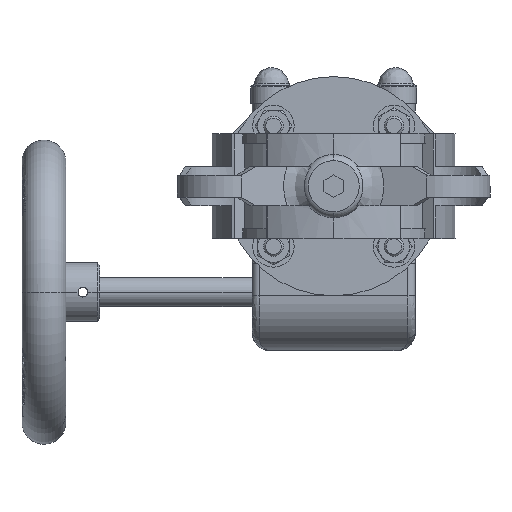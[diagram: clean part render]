
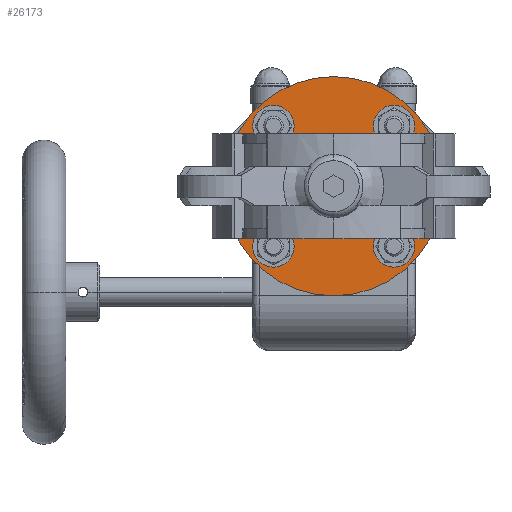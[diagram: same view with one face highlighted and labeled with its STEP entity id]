
A CAD part, front view. The second image highlights one B-rep face of the part: STEP entity #26173.
In plain terms, the highlighted planar face has unit normal (0, -1, 0).
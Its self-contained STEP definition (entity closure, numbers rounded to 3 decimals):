
#461 = CARTESIAN_POINT ( 'NONE',  ( 15., 106., 14.726 ) ) ;
#950 = ORIENTED_EDGE ( 'NONE', *, *, #85694, .F. ) ;
#951 = DIRECTION ( 'NONE',  ( 0., -1., 0. ) ) ;
#1021 = CARTESIAN_POINT ( 'NONE',  ( 24.749, 106., 24.749 ) ) ;
#1173 = ORIENTED_EDGE ( 'NONE', *, *, #84340, .F. ) ;
#1558 = CARTESIAN_POINT ( 'NONE',  ( -24.749, 106., -24.749 ) ) ;
#1658 = DIRECTION ( 'NONE',  ( 0., 0., 1. ) ) ;
#2252 = DIRECTION ( 'NONE',  ( 0., 0., -1. ) ) ;
#2409 = DIRECTION ( 'NONE',  ( 0., -1., 0. ) ) ;
#3606 = CARTESIAN_POINT ( 'NONE',  ( -33.249, 106., -24.749 ) ) ;
#4689 = VERTEX_POINT ( 'NONE', #46804 ) ;
#7797 = AXIS2_PLACEMENT_3D ( 'NONE', #91983, #951, #2252 ) ;
#9304 = ORIENTED_EDGE ( 'NONE', *, *, #54584, .F. ) ;
#13451 = CARTESIAN_POINT ( 'NONE',  ( 24.749, 106., -24.749 ) ) ;
#14052 = DIRECTION ( 'NONE',  ( 0., 1., 0. ) ) ;
#16431 = ORIENTED_EDGE ( 'NONE', *, *, #19465, .F. ) ;
#16866 = DIRECTION ( 'NONE',  ( 0., 0., 1. ) ) ;
#18279 = EDGE_CURVE ( 'NONE', #92228, #33077, #40374, .T. ) ;
#18539 = ORIENTED_EDGE ( 'NONE', *, *, #28484, .F. ) ;
#18593 = FACE_OUTER_BOUND ( 'NONE', #90431, .T. ) ;
#19465 = EDGE_CURVE ( 'NONE', #21794, #36677, #68289, .T. ) ;
#19916 = AXIS2_PLACEMENT_3D ( 'NONE', #30354, #91362, #47568 ) ;
#20778 = CIRCLE ( 'NONE', #42267, 8.5 ) ;
#21052 = DIRECTION ( 'NONE',  ( 0., -1., 0. ) ) ;
#21794 = VERTEX_POINT ( 'NONE', #3606 ) ;
#22136 = CIRCLE ( 'NONE', #56712, 45. ) ;
#23007 = CARTESIAN_POINT ( 'NONE',  ( 24.749, 106., 24.749 ) ) ;
#23644 = DIRECTION ( 'NONE',  ( 0., -1., 0. ) ) ;
#24094 = DIRECTION ( 'NONE',  ( 0., -1., 0. ) ) ;
#24309 = DIRECTION ( 'NONE',  ( 0., 0., 1. ) ) ;
#24489 = ORIENTED_EDGE ( 'NONE', *, *, #68025, .F. ) ;
#26173 = ADVANCED_FACE ( 'NONE', ( #57566, #93023, #70566, #56338, #18593, #37517 ), #94713, .F. ) ;
#27180 = ORIENTED_EDGE ( 'NONE', *, *, #89829, .F. ) ;
#28484 = EDGE_CURVE ( 'NONE', #93574, #37575, #31378, .T. ) ;
#29128 = CARTESIAN_POINT ( 'NONE',  ( -24.749, 106., 24.749 ) ) ;
#29500 = EDGE_CURVE ( 'NONE', #4689, #57805, #60460, .T. ) ;
#30354 = CARTESIAN_POINT ( 'NONE',  ( 0., 106., 18. ) ) ;
#31236 = DIRECTION ( 'NONE',  ( 0., -1., 0. ) ) ;
#31378 = CIRCLE ( 'NONE', #71762, 8.5 ) ;
#31948 = DIRECTION ( 'NONE',  ( 0., 0., 1. ) ) ;
#32591 = CARTESIAN_POINT ( 'NONE',  ( 33.249, 106., 24.749 ) ) ;
#33077 = VERTEX_POINT ( 'NONE', #32591 ) ;
#34815 = AXIS2_PLACEMENT_3D ( 'NONE', #1558, #31236, #24309 ) ;
#35499 = CIRCLE ( 'NONE', #7797, 36. ) ;
#36255 = CARTESIAN_POINT ( 'NONE',  ( -15., 106., 0. ) ) ;
#36677 = VERTEX_POINT ( 'NONE', #74523 ) ;
#37517 = FACE_BOUND ( 'NONE', #93775, .T. ) ;
#37575 = VERTEX_POINT ( 'NONE', #58405 ) ;
#39304 = CARTESIAN_POINT ( 'NONE',  ( 15., 106., 0. ) ) ;
#39364 = CARTESIAN_POINT ( 'NONE',  ( 0., 106., -18. ) ) ;
#40374 = CIRCLE ( 'NONE', #78251, 8.5 ) ;
#40386 = CARTESIAN_POINT ( 'NONE',  ( -24.749, 106., -24.749 ) ) ;
#42267 = AXIS2_PLACEMENT_3D ( 'NONE', #70830, #70186, #77831 ) ;
#42506 = AXIS2_PLACEMENT_3D ( 'NONE', #23007, #23644, #31948 ) ;
#42613 = LINE ( 'NONE', #36255, #96981 ) ;
#43013 = VERTEX_POINT ( 'NONE', #72530 ) ;
#43065 = CARTESIAN_POINT ( 'NONE',  ( 24.749, 106., -33.249 ) ) ;
#44018 = VERTEX_POINT ( 'NONE', #85538 ) ;
#44816 = CIRCLE ( 'NONE', #34815, 8.5 ) ;
#46065 = CIRCLE ( 'NONE', #42506, 8.5 ) ;
#46804 = CARTESIAN_POINT ( 'NONE',  ( 15., 106., -14.726 ) ) ;
#46868 = AXIS2_PLACEMENT_3D ( 'NONE', #68986, #68318, #1658 ) ;
#47312 = DIRECTION ( 'NONE',  ( 0., 0., 1. ) ) ;
#47568 = DIRECTION ( 'NONE',  ( 0., 0., -1. ) ) ;
#47723 = CARTESIAN_POINT ( 'NONE',  ( -15., 106., -14.726 ) ) ;
#47949 = DIRECTION ( 'NONE',  ( 0., 0., 1. ) ) ;
#48292 = ORIENTED_EDGE ( 'NONE', *, *, #29500, .F. ) ;
#49315 = EDGE_LOOP ( 'NONE', ( #85840, #94228 ) ) ;
#50850 = CIRCLE ( 'NONE', #65699, 36. ) ;
#51147 = EDGE_CURVE ( 'NONE', #57805, #93203, #35499, .T. ) ;
#54128 = EDGE_CURVE ( 'NONE', #43013, #92151, #76671, .T. ) ;
#54584 = EDGE_CURVE ( 'NONE', #57481, #4689, #63218, .T. ) ;
#54886 = CARTESIAN_POINT ( 'NONE',  ( 0., 106., -45. ) ) ;
#55468 = VERTEX_POINT ( 'NONE', #54886 ) ;
#56338 = FACE_BOUND ( 'NONE', #90364, .T. ) ;
#56416 = EDGE_CURVE ( 'NONE', #33077, #92228, #46065, .T. ) ;
#56712 = AXIS2_PLACEMENT_3D ( 'NONE', #56730, #63385, #93739 ) ;
#56730 = CARTESIAN_POINT ( 'NONE',  ( 0., 106., 0. ) ) ;
#57481 = VERTEX_POINT ( 'NONE', #47723 ) ;
#57566 = FACE_BOUND ( 'NONE', #79592, .T. ) ;
#57805 = VERTEX_POINT ( 'NONE', #461 ) ;
#58405 = CARTESIAN_POINT ( 'NONE',  ( -24.749, 106., 16.249 ) ) ;
#59040 = DIRECTION ( 'NONE',  ( 0., 0., 1. ) ) ;
#60413 = ORIENTED_EDGE ( 'NONE', *, *, #18279, .F. ) ;
#60460 = LINE ( 'NONE', #39304, #61720 ) ;
#61521 = CARTESIAN_POINT ( 'NONE',  ( 24.749, 106., -24.749 ) ) ;
#61527 = ORIENTED_EDGE ( 'NONE', *, *, #56416, .F. ) ;
#61720 = VECTOR ( 'NONE', #16866, 1000. ) ;
#61732 = ORIENTED_EDGE ( 'NONE', *, *, #51147, .F. ) ;
#61873 = DIRECTION ( 'NONE',  ( 0., -1., 0. ) ) ;
#63218 = CIRCLE ( 'NONE', #19916, 36. ) ;
#63385 = DIRECTION ( 'NONE',  ( 0., 1., 0. ) ) ;
#64284 = AXIS2_PLACEMENT_3D ( 'NONE', #64993, #14052, #96301 ) ;
#64352 = ORIENTED_EDGE ( 'NONE', *, *, #84167, .T. ) ;
#64494 = AXIS2_PLACEMENT_3D ( 'NONE', #13451, #21052, #59040 ) ;
#64993 = CARTESIAN_POINT ( 'NONE',  ( 0., 106., 0. ) ) ;
#65699 = AXIS2_PLACEMENT_3D ( 'NONE', #39364, #2409, #84905 ) ;
#65802 = DIRECTION ( 'NONE',  ( 0., -1., 0. ) ) ;
#66120 = DIRECTION ( 'NONE',  ( 0., 0., 1. ) ) ;
#66497 = CARTESIAN_POINT ( 'NONE',  ( 16.249, 106., 24.749 ) ) ;
#66980 = AXIS2_PLACEMENT_3D ( 'NONE', #61521, #61873, #47312 ) ;
#67782 = AXIS2_PLACEMENT_3D ( 'NONE', #40386, #93170, #47949 ) ;
#68025 = EDGE_CURVE ( 'NONE', #36677, #21794, #44816, .T. ) ;
#68209 = CARTESIAN_POINT ( 'NONE',  ( -15., 106., 14.726 ) ) ;
#68289 = CIRCLE ( 'NONE', #67782, 8.5 ) ;
#68318 = DIRECTION ( 'NONE',  ( 0., 1., 0. ) ) ;
#68986 = CARTESIAN_POINT ( 'NONE',  ( 0., 106., 0. ) ) ;
#70186 = DIRECTION ( 'NONE',  ( 0., -1., 0. ) ) ;
#70566 = FACE_BOUND ( 'NONE', #49315, .T. ) ;
#70830 = CARTESIAN_POINT ( 'NONE',  ( -24.749, 106., 24.749 ) ) ;
#71762 = AXIS2_PLACEMENT_3D ( 'NONE', #29128, #65802, #66120 ) ;
#72530 = CARTESIAN_POINT ( 'NONE',  ( 24.749, 106., -16.249 ) ) ;
#72558 = DIRECTION ( 'NONE',  ( 0., 0., 1. ) ) ;
#73276 = CIRCLE ( 'NONE', #64494, 8.5 ) ;
#74523 = CARTESIAN_POINT ( 'NONE',  ( -16.249, 106., -24.749 ) ) ;
#74576 = EDGE_CURVE ( 'NONE', #92151, #43013, #73276, .T. ) ;
#75181 = EDGE_LOOP ( 'NONE', ( #18539, #27180 ) ) ;
#76671 = CIRCLE ( 'NONE', #66980, 8.5 ) ;
#77831 = DIRECTION ( 'NONE',  ( 0., 0., 1. ) ) ;
#78251 = AXIS2_PLACEMENT_3D ( 'NONE', #1021, #24094, #91381 ) ;
#78623 = VERTEX_POINT ( 'NONE', #68209 ) ;
#79592 = EDGE_LOOP ( 'NONE', ( #61527, #60413 ) ) ;
#84167 = EDGE_CURVE ( 'NONE', #57481, #78623, #42613, .T. ) ;
#84340 = EDGE_CURVE ( 'NONE', #93203, #78623, #50850, .T. ) ;
#84905 = DIRECTION ( 'NONE',  ( 0., 0., -1. ) ) ;
#85538 = CARTESIAN_POINT ( 'NONE',  ( 0., 106., 45. ) ) ;
#85694 = EDGE_CURVE ( 'NONE', #55468, #44018, #85826, .T. ) ;
#85826 = CIRCLE ( 'NONE', #46868, 45. ) ;
#85840 = ORIENTED_EDGE ( 'NONE', *, *, #74576, .F. ) ;
#87067 = CARTESIAN_POINT ( 'NONE',  ( 0., 106., 18. ) ) ;
#89512 = EDGE_CURVE ( 'NONE', #44018, #55468, #22136, .T. ) ;
#89829 = EDGE_CURVE ( 'NONE', #37575, #93574, #20778, .T. ) ;
#90364 = EDGE_LOOP ( 'NONE', ( #16431, #24489 ) ) ;
#90431 = EDGE_LOOP ( 'NONE', ( #95279, #950 ) ) ;
#91362 = DIRECTION ( 'NONE',  ( 0., -1., 0. ) ) ;
#91381 = DIRECTION ( 'NONE',  ( 0., 0., 1. ) ) ;
#91983 = CARTESIAN_POINT ( 'NONE',  ( 0., 106., -18. ) ) ;
#92151 = VERTEX_POINT ( 'NONE', #43065 ) ;
#92228 = VERTEX_POINT ( 'NONE', #66497 ) ;
#93023 = FACE_BOUND ( 'NONE', #75181, .T. ) ;
#93170 = DIRECTION ( 'NONE',  ( 0., -1., 0. ) ) ;
#93203 = VERTEX_POINT ( 'NONE', #87067 ) ;
#93574 = VERTEX_POINT ( 'NONE', #93919 ) ;
#93739 = DIRECTION ( 'NONE',  ( 0., 0., 1. ) ) ;
#93775 = EDGE_LOOP ( 'NONE', ( #61732, #48292, #9304, #64352, #1173 ) ) ;
#93919 = CARTESIAN_POINT ( 'NONE',  ( -24.749, 106., 33.249 ) ) ;
#94228 = ORIENTED_EDGE ( 'NONE', *, *, #54128, .F. ) ;
#94713 = PLANE ( 'NONE',  #64284 ) ;
#95279 = ORIENTED_EDGE ( 'NONE', *, *, #89512, .F. ) ;
#96301 = DIRECTION ( 'NONE',  ( 0., 0., 1. ) ) ;
#96981 = VECTOR ( 'NONE', #72558, 1000. ) ;
